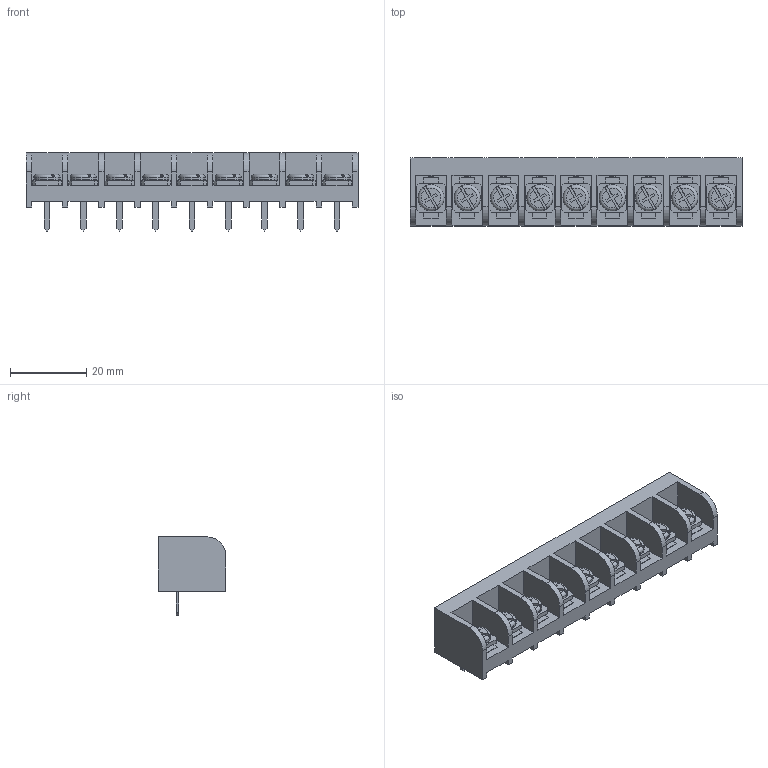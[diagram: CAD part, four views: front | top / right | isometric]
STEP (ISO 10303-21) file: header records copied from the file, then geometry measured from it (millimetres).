
FILE_DESCRIPTION(/* description */ ('model of TerminalBlock_Ningbo-Kagnex_HB9500_1x09_P9.5mm'),/* implementation_level */ '2;1');
FILE_NAME(/* name */ 'TerminalBlock_Ningbo-Kagnex_HB9500_1x09_P9.5mm.step',/* time_stamp */ '1970-01-01T00:00:00',/* author */ ('KiCAD','kicad'),/* organization */ ('OCCT'),/* preprocessor_version */ '',/* originating_system */ 'KiCAD',/* authorisation */ '');
FILE_SCHEMA(('AUTOMOTIVE_DESIGN { 1 0 10303 214 1 1 1 1 }'));
Length unit declared in the file: millimetre
Products named in the file (1): TerminalBlock_Ningbo-Kagnex_HB9500_1x09_P9.5mm
Bounding box: 87 x 17.8 x 20.5 mm (x, y, z)
Volume: 11850.7 mm3; surface area: 9598.9 mm2
Topology: 1 solids, 1 shells, 475 faces, 1338 edges, 892 vertices
Faces by surface type: plane 438, cylinder 19, torus 18
Full cylindrical faces by diameter (mm): 6.84 x9
Entity records: 10158 total; most frequent: CARTESIAN_POINT 2034, ORIENTED_EDGE 1844, EDGE_CURVE 1338, LINE 1012, VERTEX_POINT 892, FACE_BOUND 502, EDGE_LOOP 502, ADVANCED_FACE 475
